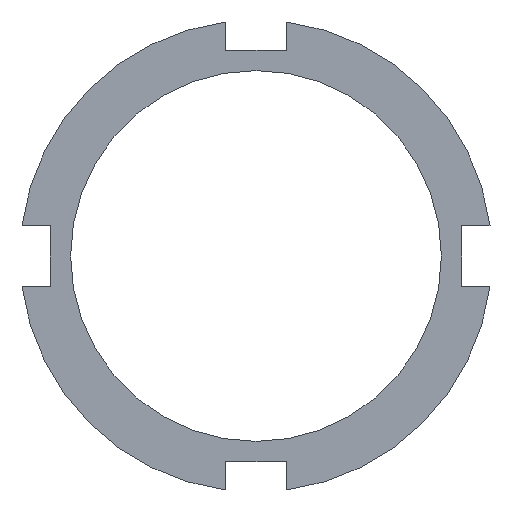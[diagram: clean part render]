
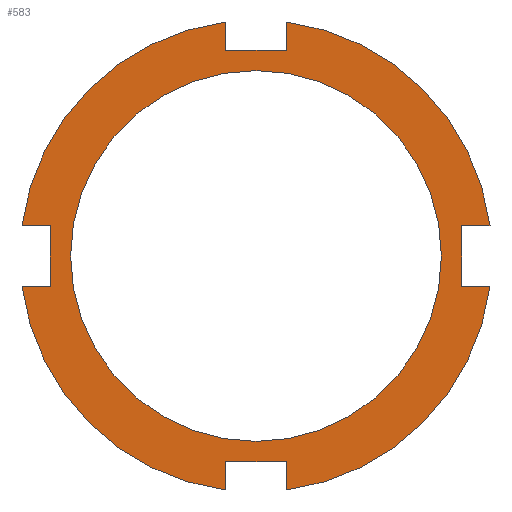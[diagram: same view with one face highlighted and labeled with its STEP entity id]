
A CAD part, left-side view. The second image highlights one B-rep face of the part: STEP entity #583.
In plain terms, the highlighted planar face has unit normal (-1, 0, 0).
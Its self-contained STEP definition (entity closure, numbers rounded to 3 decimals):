
#72=CARTESIAN_POINT('',(16.91,5.5,7.5));
#73=VERTEX_POINT('',#72);
#89=CARTESIAN_POINT('',(16.91,-5.5,7.5));
#90=VERTEX_POINT('',#89);
#97=CARTESIAN_POINT('',(16.91,0.,7.5));
#98=DIRECTION('',(1.0,0.0,0.0));
#99=DIRECTION('',(0.0,1.0,0.0));
#100=AXIS2_PLACEMENT_3D('',#97,#98,#99);
#101=CIRCLE('',#100,5.5);
#102=EDGE_CURVE('',#73,#90,#101,.T.);
#137=CARTESIAN_POINT('',(16.91,-6.1,6.6));
#138=VERTEX_POINT('',#137);
#145=CARTESIAN_POINT('',(16.91,-6.942,6.6));
#146=VERTEX_POINT('',#145);
#147=CARTESIAN_POINT('',(16.91,-6.942,6.6));
#148=DIRECTION('',(0.0,1.0,0.0));
#149=VECTOR('',#148,0.842);
#150=LINE('',#147,#149);
#151=EDGE_CURVE('',#146,#138,#150,.T.);
#167=CARTESIAN_POINT('',(16.91,-6.1,8.4));
#168=VERTEX_POINT('',#167);
#169=CARTESIAN_POINT('',(16.91,-6.1,6.6));
#170=DIRECTION('',(0.0,0.0,1.0));
#171=VECTOR('',#170,1.8);
#172=LINE('',#169,#171);
#173=EDGE_CURVE('',#138,#168,#172,.T.);
#215=CARTESIAN_POINT('',(16.91,-6.942,8.4));
#216=VERTEX_POINT('',#215);
#223=CARTESIAN_POINT('',(16.91,-6.1,8.4));
#224=DIRECTION('',(0.0,-1.0,0.0));
#225=VECTOR('',#224,0.842);
#226=LINE('',#223,#225);
#227=EDGE_CURVE('',#168,#216,#226,.T.);
#269=CARTESIAN_POINT('',(16.91,-0.9,13.6));
#270=VERTEX_POINT('',#269);
#277=CARTESIAN_POINT('',(16.91,-0.9,14.442));
#278=VERTEX_POINT('',#277);
#279=CARTESIAN_POINT('',(16.91,-0.9,14.442));
#280=DIRECTION('',(0.0,0.0,-1.0));
#281=VECTOR('',#280,0.842);
#282=LINE('',#279,#281);
#283=EDGE_CURVE('',#278,#270,#282,.T.);
#299=CARTESIAN_POINT('',(16.91,0.9,13.6));
#300=VERTEX_POINT('',#299);
#301=CARTESIAN_POINT('',(16.91,-0.9,13.6));
#302=DIRECTION('',(0.0,1.0,0.0));
#303=VECTOR('',#302,1.8);
#304=LINE('',#301,#303);
#305=EDGE_CURVE('',#270,#300,#304,.T.);
#347=CARTESIAN_POINT('',(16.91,0.9,14.442));
#348=VERTEX_POINT('',#347);
#355=CARTESIAN_POINT('',(16.91,0.9,13.6));
#356=DIRECTION('',(0.0,0.0,1.0));
#357=VECTOR('',#356,0.842);
#358=LINE('',#355,#357);
#359=EDGE_CURVE('',#300,#348,#358,.T.);
#401=CARTESIAN_POINT('',(16.91,6.1,8.4));
#402=VERTEX_POINT('',#401);
#409=CARTESIAN_POINT('',(16.91,6.942,8.4));
#410=VERTEX_POINT('',#409);
#411=CARTESIAN_POINT('',(16.91,6.942,8.4));
#412=DIRECTION('',(0.0,-1.0,0.0));
#413=VECTOR('',#412,0.842);
#414=LINE('',#411,#413);
#415=EDGE_CURVE('',#410,#402,#414,.T.);
#431=CARTESIAN_POINT('',(16.91,6.1,6.6));
#432=VERTEX_POINT('',#431);
#433=CARTESIAN_POINT('',(16.91,6.1,8.4));
#434=DIRECTION('',(0.0,0.0,-1.0));
#435=VECTOR('',#434,1.8);
#436=LINE('',#433,#435);
#437=EDGE_CURVE('',#402,#432,#436,.T.);
#479=CARTESIAN_POINT('',(16.91,6.942,6.6));
#480=VERTEX_POINT('',#479);
#487=CARTESIAN_POINT('',(16.91,6.1,6.6));
#488=DIRECTION('',(0.0,1.0,0.0));
#489=VECTOR('',#488,0.842);
#490=LINE('',#487,#489);
#491=EDGE_CURVE('',#432,#480,#490,.T.);
#503=CARTESIAN_POINT('',(16.91,-7.636,-0.136));
#504=DIRECTION('',(-1.0,0.0,0.0));
#505=DIRECTION('',(0.0,-1.0,0.0));
#506=AXIS2_PLACEMENT_3D('',#503,#504,#505);
#507=PLANE('',#506);
#508=ORIENTED_EDGE('',*,*,#151,.T.);
#509=ORIENTED_EDGE('',*,*,#173,.T.);
#510=ORIENTED_EDGE('',*,*,#227,.T.);
#511=CARTESIAN_POINT('',(16.91,0.,7.5));
#512=DIRECTION('',(-1.0,0.0,0.0));
#513=DIRECTION('',(0.0,1.0,0.0));
#514=AXIS2_PLACEMENT_3D('',#511,#512,#513);
#515=CIRCLE('',#514,7.0);
#516=EDGE_CURVE('',#216,#278,#515,.T.);
#517=ORIENTED_EDGE('',*,*,#516,.T.);
#518=ORIENTED_EDGE('',*,*,#283,.T.);
#519=ORIENTED_EDGE('',*,*,#305,.T.);
#520=ORIENTED_EDGE('',*,*,#359,.T.);
#521=CARTESIAN_POINT('',(16.91,0.,7.5));
#522=DIRECTION('',(-1.0,0.0,0.0));
#523=DIRECTION('',(0.0,1.0,0.0));
#524=AXIS2_PLACEMENT_3D('',#521,#522,#523);
#525=CIRCLE('',#524,7.0);
#526=EDGE_CURVE('',#348,#410,#525,.T.);
#527=ORIENTED_EDGE('',*,*,#526,.T.);
#528=ORIENTED_EDGE('',*,*,#415,.T.);
#529=ORIENTED_EDGE('',*,*,#437,.T.);
#530=ORIENTED_EDGE('',*,*,#491,.T.);
#531=CARTESIAN_POINT('',(16.91,0.9,0.558));
#532=VERTEX_POINT('',#531);
#533=CARTESIAN_POINT('',(16.91,0.,7.5));
#534=DIRECTION('',(-1.0,0.0,0.0));
#535=DIRECTION('',(0.0,1.0,0.0));
#536=AXIS2_PLACEMENT_3D('',#533,#534,#535);
#537=CIRCLE('',#536,7.0);
#538=EDGE_CURVE('',#480,#532,#537,.T.);
#539=ORIENTED_EDGE('',*,*,#538,.T.);
#540=CARTESIAN_POINT('',(16.91,0.9,1.4));
#541=VERTEX_POINT('',#540);
#542=CARTESIAN_POINT('',(16.91,0.9,0.558));
#543=DIRECTION('',(0.0,0.0,1.0));
#544=VECTOR('',#543,0.842);
#545=LINE('',#542,#544);
#546=EDGE_CURVE('',#532,#541,#545,.T.);
#547=ORIENTED_EDGE('',*,*,#546,.T.);
#548=CARTESIAN_POINT('',(16.91,-0.9,1.4));
#549=VERTEX_POINT('',#548);
#550=CARTESIAN_POINT('',(16.91,0.9,1.4));
#551=DIRECTION('',(0.0,-1.0,0.0));
#552=VECTOR('',#551,1.8);
#553=LINE('',#550,#552);
#554=EDGE_CURVE('',#541,#549,#553,.T.);
#555=ORIENTED_EDGE('',*,*,#554,.T.);
#556=CARTESIAN_POINT('',(16.91,-0.9,0.558));
#557=VERTEX_POINT('',#556);
#558=CARTESIAN_POINT('',(16.91,-0.9,1.4));
#559=DIRECTION('',(0.0,0.0,-1.0));
#560=VECTOR('',#559,0.842);
#561=LINE('',#558,#560);
#562=EDGE_CURVE('',#549,#557,#561,.T.);
#563=ORIENTED_EDGE('',*,*,#562,.T.);
#564=CARTESIAN_POINT('',(16.91,0.,7.5));
#565=DIRECTION('',(-1.0,0.0,0.0));
#566=DIRECTION('',(0.0,1.0,0.0));
#567=AXIS2_PLACEMENT_3D('',#564,#565,#566);
#568=CIRCLE('',#567,7.0);
#569=EDGE_CURVE('',#557,#146,#568,.T.);
#570=ORIENTED_EDGE('',*,*,#569,.T.);
#571=EDGE_LOOP('',(#508,#509,#510,#517,#518,#519,#520,#527,#528,#529,#530,#539,#547,#555,#563,#570));
#572=FACE_OUTER_BOUND('',#571,.T.);
#573=CARTESIAN_POINT('',(16.91,0.,7.5));
#574=DIRECTION('',(1.0,0.0,0.0));
#575=DIRECTION('',(0.0,1.0,0.0));
#576=AXIS2_PLACEMENT_3D('',#573,#574,#575);
#577=CIRCLE('',#576,5.5);
#578=EDGE_CURVE('',#90,#73,#577,.T.);
#579=ORIENTED_EDGE('',*,*,#578,.T.);
#580=ORIENTED_EDGE('',*,*,#102,.T.);
#581=EDGE_LOOP('',(#579,#580));
#582=FACE_BOUND('',#581,.T.);
#583=ADVANCED_FACE('',(#572,#582),#507,.T.);
